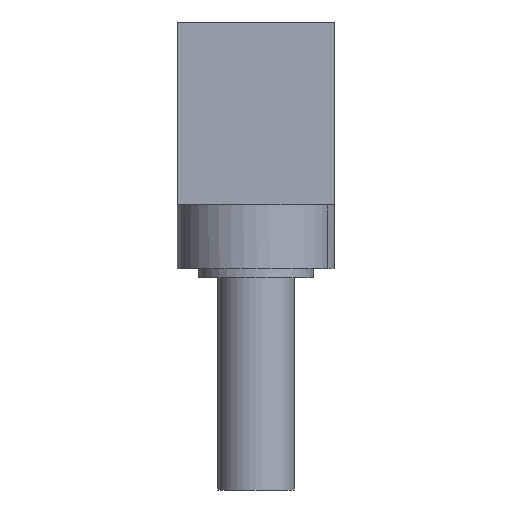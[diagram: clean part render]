
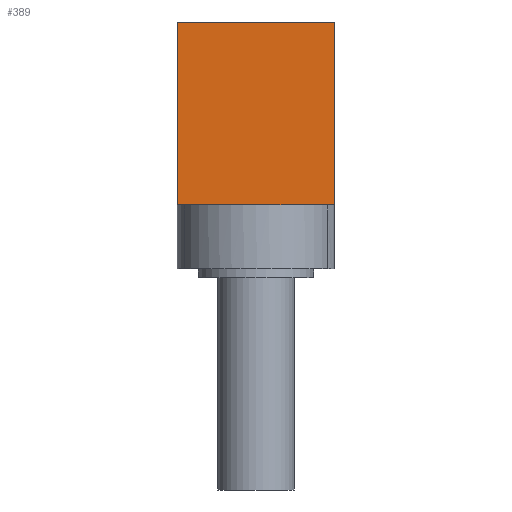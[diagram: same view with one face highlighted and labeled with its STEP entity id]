
A CAD part, front view. The second image highlights one B-rep face of the part: STEP entity #389.
In plain terms, the highlighted planar face has unit normal (0, -1, 0).
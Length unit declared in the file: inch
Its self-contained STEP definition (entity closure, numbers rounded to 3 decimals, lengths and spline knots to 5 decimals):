
#103 = ORIENTED_EDGE ( 'NONE', *, *, #1100, .T. ) ;
#113 = EDGE_CURVE ( 'NONE', #5749, #3696, #4443, .T. ) ;
#260 = ORIENTED_EDGE ( 'NONE', *, *, #1954, .F. ) ;
#387 = VECTOR ( 'NONE', #4736, 39.37008 ) ;
#389 = ADVANCED_FACE ( 'NONE', ( #541 ), #2830, .T. ) ;
#541 = FACE_OUTER_BOUND ( 'NONE', #3883, .T. ) ;
#577 = VECTOR ( 'NONE', #5857, 39.37008 ) ;
#602 = EDGE_CURVE ( 'NONE', #2892, #954, #2055, .T. ) ;
#685 = LINE ( 'NONE', #5896, #4379 ) ;
#954 = VERTEX_POINT ( 'NONE', #4060 ) ;
#1050 = CARTESIAN_POINT ( 'NONE',  ( -0.185, -0.18494, -0.58065 ) ) ;
#1100 = EDGE_CURVE ( 'NONE', #5148, #2892, #685, .T. ) ;
#1213 = CARTESIAN_POINT ( 'NONE',  ( -0.185, -0.18494, -0.58065 ) ) ;
#1673 = DIRECTION ( 'NONE',  ( 1., 0., 0. ) ) ;
#1954 = EDGE_CURVE ( 'NONE', #3696, #954, #6127, .T. ) ;
#2055 = LINE ( 'NONE', #3950, #5250 ) ;
#2480 = ORIENTED_EDGE ( 'NONE', *, *, #602, .T. ) ;
#2830 = PLANE ( 'NONE',  #3488 ) ;
#2892 = VERTEX_POINT ( 'NONE', #5667 ) ;
#3488 = AXIS2_PLACEMENT_3D ( 'NONE', #1050, #6136, #4353 ) ;
#3696 = VERTEX_POINT ( 'NONE', #4729 ) ;
#3758 = CARTESIAN_POINT ( 'NONE',  ( -0.00064, -0.18494, -0.43065 ) ) ;
#3883 = EDGE_LOOP ( 'NONE', ( #4119, #6080, #103, #2480, #260 ) ) ;
#3902 = CARTESIAN_POINT ( 'NONE',  ( -0.185, -0.18494, -0.43065 ) ) ;
#3950 = CARTESIAN_POINT ( 'NONE',  ( 0.185, -0.18494, -0.58065 ) ) ;
#4060 = CARTESIAN_POINT ( 'NONE',  ( 0.185, -0.18494, 0. ) ) ;
#4092 = LINE ( 'NONE', #5470, #4134 ) ;
#4119 = ORIENTED_EDGE ( 'NONE', *, *, #113, .F. ) ;
#4134 = VECTOR ( 'NONE', #4612, 39.37008 ) ;
#4353 = DIRECTION ( 'NONE',  ( 0., 0., -1. ) ) ;
#4379 = VECTOR ( 'NONE', #1673, 39.37008 ) ;
#4443 = LINE ( 'NONE', #1213, #577 ) ;
#4477 = EDGE_CURVE ( 'NONE', #5749, #5148, #4092, .T. ) ;
#4612 = DIRECTION ( 'NONE',  ( 1., 0., 0. ) ) ;
#4729 = CARTESIAN_POINT ( 'NONE',  ( -0.185, -0.18494, 0. ) ) ;
#4736 = DIRECTION ( 'NONE',  ( 1., 0., 0. ) ) ;
#4799 = CARTESIAN_POINT ( 'NONE',  ( -0.185, -0.18494, 0. ) ) ;
#5148 = VERTEX_POINT ( 'NONE', #3758 ) ;
#5250 = VECTOR ( 'NONE', #5819, 39.37008 ) ;
#5470 = CARTESIAN_POINT ( 'NONE',  ( -0.185, -0.18494, -0.43065 ) ) ;
#5667 = CARTESIAN_POINT ( 'NONE',  ( 0.185, -0.18494, -0.43065 ) ) ;
#5749 = VERTEX_POINT ( 'NONE', #3902 ) ;
#5819 = DIRECTION ( 'NONE',  ( 0., 0., 1. ) ) ;
#5857 = DIRECTION ( 'NONE',  ( 0., 0., 1. ) ) ;
#5896 = CARTESIAN_POINT ( 'NONE',  ( -0.185, -0.18494, -0.43065 ) ) ;
#6080 = ORIENTED_EDGE ( 'NONE', *, *, #4477, .T. ) ;
#6127 = LINE ( 'NONE', #4799, #387 ) ;
#6136 = DIRECTION ( 'NONE',  ( 0., -1., 0. ) ) ;
